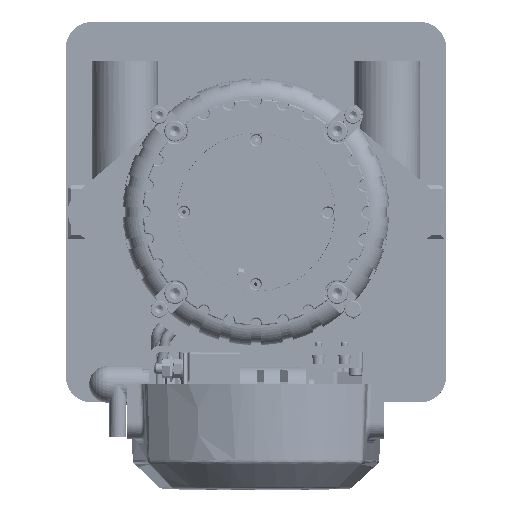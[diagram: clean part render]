
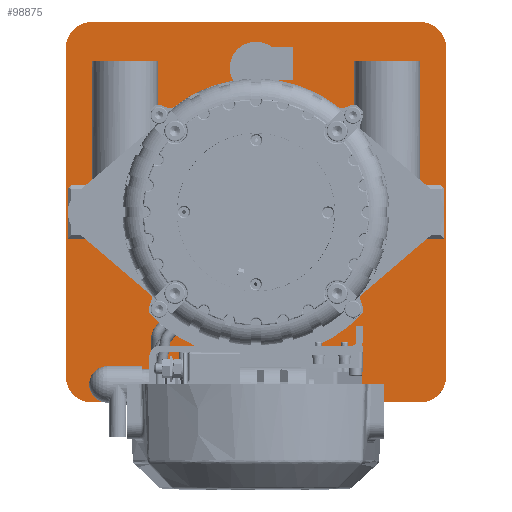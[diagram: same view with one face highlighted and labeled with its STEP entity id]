
A CAD part, left-side view. The second image highlights one B-rep face of the part: STEP entity #98875.
In plain terms, the highlighted planar face has unit normal (-1, 0, 0).
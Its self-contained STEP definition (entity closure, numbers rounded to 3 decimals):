
#98454=AXIS2_PLACEMENT_3D('Circle Axis2P3D',#98452,#98453,$) ;
#98526=AXIS2_PLACEMENT_3D('Circle Axis2P3D',#98524,#98525,$) ;
#98598=AXIS2_PLACEMENT_3D('Circle Axis2P3D',#98596,#98597,$) ;
#98670=AXIS2_PLACEMENT_3D('Circle Axis2P3D',#98668,#98669,$) ;
#98731=AXIS2_PLACEMENT_3D('Plane Axis2P3D',#98728,#98729,#98730) ;
#98745=AXIS2_PLACEMENT_3D('Circle Axis2P3D',#98743,#98744,$) ;
#98754=AXIS2_PLACEMENT_3D('Circle Axis2P3D',#98752,#98753,$) ;
#98772=AXIS2_PLACEMENT_3D('Circle Axis2P3D',#98770,#98771,$) ;
#98779=AXIS2_PLACEMENT_3D('Circle Axis2P3D',#98777,#98778,$) ;
#98786=AXIS2_PLACEMENT_3D('Circle Axis2P3D',#98784,#98785,$) ;
#98821=AXIS2_PLACEMENT_3D('Circle Axis2P3D',#98819,#98820,$) ;
#98828=AXIS2_PLACEMENT_3D('Circle Axis2P3D',#98826,#98827,$) ;
#98835=AXIS2_PLACEMENT_3D('Circle Axis2P3D',#98833,#98834,$) ;
#98449=CARTESIAN_POINT('Vertex',(-450.506,145.,125.)) ;
#98452=CARTESIAN_POINT('Axis2P3D Location',(-450.506,125.,125.)) ;
#98456=CARTESIAN_POINT('Vertex',(-450.506,125.,145.)) ;
#98500=CARTESIAN_POINT('Line Origine',(-450.506,0.,145.)) ;
#98504=CARTESIAN_POINT('Vertex',(-450.506,-125.,145.)) ;
#98524=CARTESIAN_POINT('Axis2P3D Location',(-450.506,-125.,125.)) ;
#98528=CARTESIAN_POINT('Vertex',(-450.506,-145.,125.)) ;
#98572=CARTESIAN_POINT('Line Origine',(-450.506,-145.,0.)) ;
#98576=CARTESIAN_POINT('Vertex',(-450.506,-145.,-125.)) ;
#98596=CARTESIAN_POINT('Axis2P3D Location',(-450.506,-125.,-125.)) ;
#98600=CARTESIAN_POINT('Vertex',(-450.506,-125.,-145.)) ;
#98648=CARTESIAN_POINT('Vertex',(-450.506,125.,-145.)) ;
#98651=CARTESIAN_POINT('Line Origine',(-450.506,0.,-145.)) ;
#98668=CARTESIAN_POINT('Axis2P3D Location',(-450.506,125.,-125.)) ;
#98672=CARTESIAN_POINT('Vertex',(-450.506,145.,-125.)) ;
#98716=CARTESIAN_POINT('Line Origine',(-450.506,145.,0.)) ;
#98728=CARTESIAN_POINT('Axis2P3D Location',(-450.506,0.,0.)) ;
#98743=CARTESIAN_POINT('Axis2P3D Location',(-450.506,0.,110.)) ;
#98747=CARTESIAN_POINT('Vertex',(-450.506,-20.,110.)) ;
#98749=CARTESIAN_POINT('Vertex',(-450.506,20.,110.)) ;
#98752=CARTESIAN_POINT('Axis2P3D Location',(-450.506,0.,110.)) ;
#98761=CARTESIAN_POINT('Line Origine',(-450.506,-117.529,-20.5)) ;
#98765=CARTESIAN_POINT('Vertex',(-450.506,-92.058,-20.5)) ;
#98767=CARTESIAN_POINT('Vertex',(-450.506,-143.,-20.5)) ;
#98770=CARTESIAN_POINT('Axis2P3D Location',(-450.506,-92.058,-50.5)) ;
#98774=CARTESIAN_POINT('Vertex',(-450.506,-65.756,-36.071)) ;
#98777=CARTESIAN_POINT('Axis2P3D Location',(-450.506,0.,0.)) ;
#98781=CARTESIAN_POINT('Vertex',(-450.506,65.756,-36.071)) ;
#98784=CARTESIAN_POINT('Axis2P3D Location',(-450.506,92.058,-50.5)) ;
#98788=CARTESIAN_POINT('Vertex',(-450.506,92.058,-20.5)) ;
#98791=CARTESIAN_POINT('Line Origine',(-450.506,117.529,-20.5)) ;
#98795=CARTESIAN_POINT('Vertex',(-450.506,143.,-20.5)) ;
#98798=CARTESIAN_POINT('Line Origine',(-450.506,143.,-1.)) ;
#98802=CARTESIAN_POINT('Vertex',(-450.506,143.,18.5)) ;
#98805=CARTESIAN_POINT('Line Origine',(-450.506,142.,19.5)) ;
#98809=CARTESIAN_POINT('Vertex',(-450.506,141.,20.5)) ;
#98812=CARTESIAN_POINT('Line Origine',(-450.506,116.529,20.5)) ;
#98816=CARTESIAN_POINT('Vertex',(-450.506,92.058,20.5)) ;
#98819=CARTESIAN_POINT('Axis2P3D Location',(-450.506,92.058,50.5)) ;
#98823=CARTESIAN_POINT('Vertex',(-450.506,65.756,36.071)) ;
#98826=CARTESIAN_POINT('Axis2P3D Location',(-450.506,0.,0.)) ;
#98830=CARTESIAN_POINT('Vertex',(-450.506,-65.756,36.071)) ;
#98833=CARTESIAN_POINT('Axis2P3D Location',(-450.506,-92.058,50.5)) ;
#98837=CARTESIAN_POINT('Vertex',(-450.506,-92.058,20.5)) ;
#98840=CARTESIAN_POINT('Line Origine',(-450.506,-116.529,20.5)) ;
#98844=CARTESIAN_POINT('Vertex',(-450.506,-141.,20.5)) ;
#98847=CARTESIAN_POINT('Line Origine',(-450.506,-142.,19.5)) ;
#98851=CARTESIAN_POINT('Vertex',(-450.506,-143.,18.5)) ;
#98854=CARTESIAN_POINT('Line Origine',(-450.506,-143.,-1.)) ;
#98453=DIRECTION('Axis2P3D Direction',(-1.,0.,0.)) ;
#98501=DIRECTION('Vector Direction',(0.,-1.,0.)) ;
#98525=DIRECTION('Axis2P3D Direction',(-1.,-0.,0.)) ;
#98573=DIRECTION('Vector Direction',(0.,0.,1.)) ;
#98597=DIRECTION('Axis2P3D Direction',(-1.,0.,0.)) ;
#98652=DIRECTION('Vector Direction',(0.,1.,0.)) ;
#98669=DIRECTION('Axis2P3D Direction',(-1.,0.,0.)) ;
#98717=DIRECTION('Vector Direction',(0.,0.,-1.)) ;
#98729=DIRECTION('Axis2P3D Direction',(-1.,0.,0.)) ;
#98730=DIRECTION('Axis2P3D XDirection',(0.,-1.,0.)) ;
#98744=DIRECTION('Axis2P3D Direction',(-1.,0.,0.)) ;
#98753=DIRECTION('Axis2P3D Direction',(-1.,0.,0.)) ;
#98762=DIRECTION('Vector Direction',(0.,1.,0.)) ;
#98771=DIRECTION('Axis2P3D Direction',(-1.,0.,0.)) ;
#98778=DIRECTION('Axis2P3D Direction',(-1.,0.,0.)) ;
#98785=DIRECTION('Axis2P3D Direction',(-1.,0.,0.)) ;
#98792=DIRECTION('Vector Direction',(0.,1.,0.)) ;
#98799=DIRECTION('Vector Direction',(0.,0.,1.)) ;
#98806=DIRECTION('Vector Direction',(0.,0.707,-0.707)) ;
#98813=DIRECTION('Vector Direction',(0.,-1.,0.)) ;
#98820=DIRECTION('Axis2P3D Direction',(-1.,0.,0.)) ;
#98827=DIRECTION('Axis2P3D Direction',(-1.,0.,0.)) ;
#98834=DIRECTION('Axis2P3D Direction',(-1.,0.,0.)) ;
#98841=DIRECTION('Vector Direction',(0.,-1.,0.)) ;
#98848=DIRECTION('Vector Direction',(0.,-0.707,-0.707)) ;
#98855=DIRECTION('Vector Direction',(0.,0.,-1.)) ;
#98502=VECTOR('Line Direction',#98501,1.) ;
#98574=VECTOR('Line Direction',#98573,1.) ;
#98653=VECTOR('Line Direction',#98652,1.) ;
#98718=VECTOR('Line Direction',#98717,1.) ;
#98763=VECTOR('Line Direction',#98762,1.) ;
#98793=VECTOR('Line Direction',#98792,1.) ;
#98800=VECTOR('Line Direction',#98799,1.) ;
#98807=VECTOR('Line Direction',#98806,1.) ;
#98814=VECTOR('Line Direction',#98813,1.) ;
#98842=VECTOR('Line Direction',#98841,1.) ;
#98849=VECTOR('Line Direction',#98848,1.) ;
#98856=VECTOR('Line Direction',#98855,1.) ;
#98734=ORIENTED_EDGE('',*,*,#98578,.T.) ;
#98735=ORIENTED_EDGE('',*,*,#98530,.F.) ;
#98736=ORIENTED_EDGE('',*,*,#98506,.T.) ;
#98737=ORIENTED_EDGE('',*,*,#98458,.F.) ;
#98738=ORIENTED_EDGE('',*,*,#98720,.T.) ;
#98739=ORIENTED_EDGE('',*,*,#98674,.F.) ;
#98740=ORIENTED_EDGE('',*,*,#98655,.T.) ;
#98741=ORIENTED_EDGE('',*,*,#98602,.F.) ;
#98758=ORIENTED_EDGE('',*,*,#98751,.F.) ;
#98759=ORIENTED_EDGE('',*,*,#98756,.F.) ;
#98860=ORIENTED_EDGE('',*,*,#98769,.F.) ;
#98861=ORIENTED_EDGE('',*,*,#98776,.F.) ;
#98862=ORIENTED_EDGE('',*,*,#98783,.F.) ;
#98863=ORIENTED_EDGE('',*,*,#98790,.F.) ;
#98864=ORIENTED_EDGE('',*,*,#98797,.F.) ;
#98865=ORIENTED_EDGE('',*,*,#98804,.T.) ;
#98866=ORIENTED_EDGE('',*,*,#98811,.F.) ;
#98867=ORIENTED_EDGE('',*,*,#98818,.F.) ;
#98868=ORIENTED_EDGE('',*,*,#98825,.F.) ;
#98869=ORIENTED_EDGE('',*,*,#98832,.F.) ;
#98870=ORIENTED_EDGE('',*,*,#98839,.F.) ;
#98871=ORIENTED_EDGE('',*,*,#98846,.F.) ;
#98872=ORIENTED_EDGE('',*,*,#98853,.T.) ;
#98873=ORIENTED_EDGE('',*,*,#98858,.T.) ;
#98760=FACE_BOUND('',#98757,.T.) ;
#98874=FACE_BOUND('',#98859,.T.) ;
#98875=ADVANCED_FACE('PartBody.1',(#98742,#98760,#98874),#98732,.T.) ;
#98455=CIRCLE('generated circle',#98454,20.) ;
#98527=CIRCLE('generated circle',#98526,20.) ;
#98599=CIRCLE('generated circle',#98598,20.) ;
#98671=CIRCLE('generated circle',#98670,20.) ;
#98746=CIRCLE('generated circle',#98745,20.) ;
#98755=CIRCLE('generated circle',#98754,20.) ;
#98773=CIRCLE('generated circle',#98772,30.) ;
#98780=CIRCLE('generated circle',#98779,75.) ;
#98787=CIRCLE('generated circle',#98786,30.) ;
#98822=CIRCLE('generated circle',#98821,30.) ;
#98829=CIRCLE('generated circle',#98828,75.) ;
#98836=CIRCLE('generated circle',#98835,30.) ;
#98458=EDGE_CURVE('',#98450,#98457,#98455,.F.) ;
#98506=EDGE_CURVE('',#98505,#98457,#98503,.F.) ;
#98530=EDGE_CURVE('',#98505,#98529,#98527,.F.) ;
#98578=EDGE_CURVE('',#98577,#98529,#98575,.T.) ;
#98602=EDGE_CURVE('',#98577,#98601,#98599,.F.) ;
#98655=EDGE_CURVE('',#98649,#98601,#98654,.F.) ;
#98674=EDGE_CURVE('',#98649,#98673,#98671,.F.) ;
#98720=EDGE_CURVE('',#98450,#98673,#98719,.T.) ;
#98751=EDGE_CURVE('',#98748,#98750,#98746,.T.) ;
#98756=EDGE_CURVE('',#98750,#98748,#98755,.T.) ;
#98769=EDGE_CURVE('',#98766,#98768,#98764,.F.) ;
#98776=EDGE_CURVE('',#98775,#98766,#98773,.F.) ;
#98783=EDGE_CURVE('',#98782,#98775,#98780,.T.) ;
#98790=EDGE_CURVE('',#98789,#98782,#98787,.F.) ;
#98797=EDGE_CURVE('',#98796,#98789,#98794,.F.) ;
#98804=EDGE_CURVE('',#98796,#98803,#98801,.T.) ;
#98811=EDGE_CURVE('',#98810,#98803,#98808,.T.) ;
#98818=EDGE_CURVE('',#98817,#98810,#98815,.F.) ;
#98825=EDGE_CURVE('',#98824,#98817,#98822,.F.) ;
#98832=EDGE_CURVE('',#98831,#98824,#98829,.T.) ;
#98839=EDGE_CURVE('',#98838,#98831,#98836,.F.) ;
#98846=EDGE_CURVE('',#98845,#98838,#98843,.F.) ;
#98853=EDGE_CURVE('',#98845,#98852,#98850,.T.) ;
#98858=EDGE_CURVE('',#98852,#98768,#98857,.T.) ;
#98733=EDGE_LOOP('',(#98734,#98735,#98736,#98737,#98738,#98739,#98740,#98741)) ;
#98757=EDGE_LOOP('',(#98758,#98759)) ;
#98859=EDGE_LOOP('',(#98860,#98861,#98862,#98863,#98864,#98865,#98866,#98867,#98868,#98869,#98870,#98871,#98872,#98873)) ;
#98742=FACE_OUTER_BOUND('',#98733,.T.) ;
#98503=LINE('Line',#98500,#98502) ;
#98575=LINE('Line',#98572,#98574) ;
#98654=LINE('Line',#98651,#98653) ;
#98719=LINE('Line',#98716,#98718) ;
#98764=LINE('Line',#98761,#98763) ;
#98794=LINE('Line',#98791,#98793) ;
#98801=LINE('Line',#98798,#98800) ;
#98808=LINE('Line',#98805,#98807) ;
#98815=LINE('Line',#98812,#98814) ;
#98843=LINE('Line',#98840,#98842) ;
#98850=LINE('Line',#98847,#98849) ;
#98857=LINE('Line',#98854,#98856) ;
#98732=PLANE('',#98731) ;
#98450=VERTEX_POINT('',#98449) ;
#98457=VERTEX_POINT('',#98456) ;
#98505=VERTEX_POINT('',#98504) ;
#98529=VERTEX_POINT('',#98528) ;
#98577=VERTEX_POINT('',#98576) ;
#98601=VERTEX_POINT('',#98600) ;
#98649=VERTEX_POINT('',#98648) ;
#98673=VERTEX_POINT('',#98672) ;
#98748=VERTEX_POINT('',#98747) ;
#98750=VERTEX_POINT('',#98749) ;
#98766=VERTEX_POINT('',#98765) ;
#98768=VERTEX_POINT('',#98767) ;
#98775=VERTEX_POINT('',#98774) ;
#98782=VERTEX_POINT('',#98781) ;
#98789=VERTEX_POINT('',#98788) ;
#98796=VERTEX_POINT('',#98795) ;
#98803=VERTEX_POINT('',#98802) ;
#98810=VERTEX_POINT('',#98809) ;
#98817=VERTEX_POINT('',#98816) ;
#98824=VERTEX_POINT('',#98823) ;
#98831=VERTEX_POINT('',#98830) ;
#98838=VERTEX_POINT('',#98837) ;
#98845=VERTEX_POINT('',#98844) ;
#98852=VERTEX_POINT('',#98851) ;
